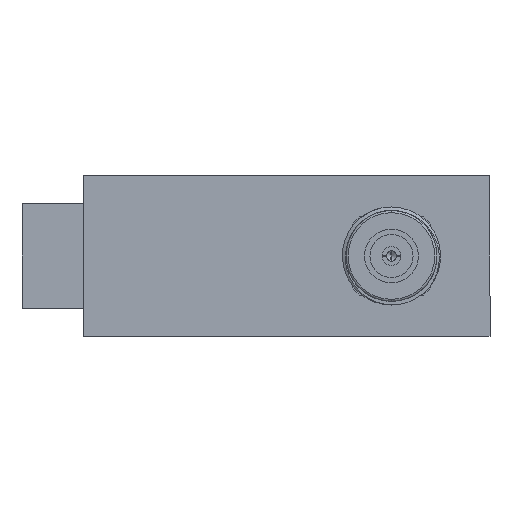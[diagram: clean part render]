
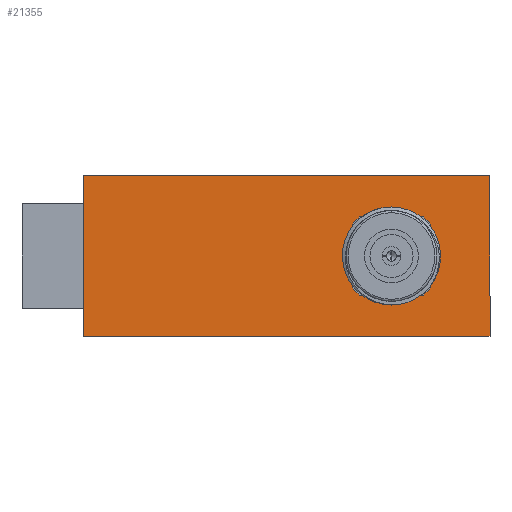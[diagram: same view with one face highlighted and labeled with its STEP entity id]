
A CAD part, left-side view. The second image highlights one B-rep face of the part: STEP entity #21355.
In plain terms, the highlighted planar face has unit normal (-1, 0, 0).
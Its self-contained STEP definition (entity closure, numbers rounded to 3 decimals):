
#255 = LINE ( 'NONE', #11648, #9557 ) ;
#445 = EDGE_LOOP ( 'NONE', ( #7325, #17301, #25706, #8642 ) ) ;
#663 = DIRECTION ( 'NONE',  ( 0., 0., -1. ) ) ;
#727 = ORIENTED_EDGE ( 'NONE', *, *, #35418, .T. ) ;
#1041 = DIRECTION ( 'NONE',  ( 1., 0., 0. ) ) ;
#1148 = FACE_OUTER_BOUND ( 'NONE', #445, .T. ) ;
#1239 = DIRECTION ( 'NONE',  ( 0., 0., -1. ) ) ;
#1289 = EDGE_CURVE ( 'NONE', #5961, #21248, #35249, .T. ) ;
#1386 = AXIS2_PLACEMENT_3D ( 'NONE', #18729, #16286, #35916 ) ;
#1691 = CIRCLE ( 'NONE', #35707, 1.092 ) ;
#1753 = AXIS2_PLACEMENT_3D ( 'NONE', #10432, #4477, #27279 ) ;
#1908 = CARTESIAN_POINT ( 'NONE',  ( 484.476, 10.374, -17.333 ) ) ;
#2191 = EDGE_CURVE ( 'NONE', #2622, #29880, #34608, .T. ) ;
#2378 = DIRECTION ( 'NONE',  ( 0., 0., -1. ) ) ;
#2475 = ORIENTED_EDGE ( 'NONE', *, *, #14005, .T. ) ;
#2622 = VERTEX_POINT ( 'NONE', #9791 ) ;
#2802 = AXIS2_PLACEMENT_3D ( 'NONE', #36561, #5356, #36208 ) ;
#2842 = LINE ( 'NONE', #31261, #4571 ) ;
#4051 = DIRECTION ( 'NONE',  ( -1., 0., 0. ) ) ;
#4153 = EDGE_LOOP ( 'NONE', ( #5478, #11919 ) ) ;
#4477 = DIRECTION ( 'NONE',  ( 1., 0., 0. ) ) ;
#4571 = VECTOR ( 'NONE', #8991, 1000. ) ;
#5356 = DIRECTION ( 'NONE',  ( 1., 0., 0. ) ) ;
#5478 = ORIENTED_EDGE ( 'NONE', *, *, #1289, .T. ) ;
#5540 = LINE ( 'NONE', #36933, #30192 ) ;
#5961 = VERTEX_POINT ( 'NONE', #22802 ) ;
#6068 = CIRCLE ( 'NONE', #7836, 1.092 ) ;
#6157 = DIRECTION ( 'NONE',  ( 0., 0., -1. ) ) ;
#6234 = DIRECTION ( 'NONE',  ( 0., 0., -1. ) ) ;
#6359 = CIRCLE ( 'NONE', #27261, 1.092 ) ;
#6509 = CIRCLE ( 'NONE', #1753, 1.092 ) ;
#6605 = DIRECTION ( 'NONE',  ( 0., 0., -1. ) ) ;
#6838 = CARTESIAN_POINT ( 'NONE',  ( 484.476, 9.282, -8.7 ) ) ;
#7107 = DIRECTION ( 'NONE',  ( 0., 0., -1. ) ) ;
#7325 = ORIENTED_EDGE ( 'NONE', *, *, #7852, .F. ) ;
#7836 = AXIS2_PLACEMENT_3D ( 'NONE', #31163, #19217, #2378 ) ;
#7852 = EDGE_CURVE ( 'NONE', #17182, #9299, #5540, .T. ) ;
#7888 = CARTESIAN_POINT ( 'NONE',  ( 484.476, 4.982, -10.1 ) ) ;
#8124 = AXIS2_PLACEMENT_3D ( 'NONE', #32191, #15352, #7107 ) ;
#8626 = CARTESIAN_POINT ( 'NONE',  ( 484.476, 1.774, -8.733 ) ) ;
#8642 = ORIENTED_EDGE ( 'NONE', *, *, #19070, .T. ) ;
#8915 = AXIS2_PLACEMENT_3D ( 'NONE', #34782, #11599, #14956 ) ;
#8991 = DIRECTION ( 'NONE',  ( 0., -1., 0. ) ) ;
#9034 = DIRECTION ( 'NONE',  ( 1., 0., 0. ) ) ;
#9174 = FACE_BOUND ( 'NONE', #33412, .T. ) ;
#9299 = VERTEX_POINT ( 'NONE', #16896 ) ;
#9361 = PLANE ( 'NONE',  #8124 ) ;
#9557 = VECTOR ( 'NONE', #6234, 1000. ) ;
#9791 = CARTESIAN_POINT ( 'NONE',  ( 484.476, -0.409, -17.267 ) ) ;
#10195 = CIRCLE ( 'NONE', #18560, 1.092 ) ;
#10432 = CARTESIAN_POINT ( 'NONE',  ( 484.476, 9.282, -17.3 ) ) ;
#10702 = EDGE_CURVE ( 'NONE', #33466, #15698, #1691, .T. ) ;
#11125 = CARTESIAN_POINT ( 'NONE',  ( 484.476, 10.374, -8.733 ) ) ;
#11174 = DIRECTION ( 'NONE',  ( 0., 0., -1. ) ) ;
#11599 = DIRECTION ( 'NONE',  ( 1., 0., 0. ) ) ;
#11646 = DIRECTION ( 'NONE',  ( 0., 0., -1. ) ) ;
#11648 = CARTESIAN_POINT ( 'NONE',  ( 484.476, -11.018, -13. ) ) ;
#11740 = ORIENTED_EDGE ( 'NONE', *, *, #24863, .T. ) ;
#11919 = ORIENTED_EDGE ( 'NONE', *, *, #24416, .T. ) ;
#12353 = EDGE_LOOP ( 'NONE', ( #19241, #11740 ) ) ;
#13135 = EDGE_CURVE ( 'NONE', #15698, #33466, #10195, .T. ) ;
#13471 = EDGE_LOOP ( 'NONE', ( #17788, #727 ) ) ;
#13869 = CARTESIAN_POINT ( 'NONE',  ( 484.476, 8.191, -17.267 ) ) ;
#14005 = EDGE_CURVE ( 'NONE', #35675, #26933, #6068, .T. ) ;
#14451 = CARTESIAN_POINT ( 'NONE',  ( 484.476, 54.982, -13. ) ) ;
#14862 = CARTESIAN_POINT ( 'NONE',  ( 484.476, 0.682, -8.7 ) ) ;
#14956 = DIRECTION ( 'NONE',  ( 0., 0., -1. ) ) ;
#15352 = DIRECTION ( 'NONE',  ( 1., 0., 0. ) ) ;
#15659 = ORIENTED_EDGE ( 'NONE', *, *, #10702, .F. ) ;
#15698 = VERTEX_POINT ( 'NONE', #11125 ) ;
#15702 = AXIS2_PLACEMENT_3D ( 'NONE', #26063, #9034, #6605 ) ;
#16286 = DIRECTION ( 'NONE',  ( 1., 0., 0. ) ) ;
#16428 = DIRECTION ( 'NONE',  ( 1., 0., 0. ) ) ;
#16512 = CARTESIAN_POINT ( 'NONE',  ( 484.476, 4.982, -15.9 ) ) ;
#16896 = CARTESIAN_POINT ( 'NONE',  ( 484.476, 54.982, -26. ) ) ;
#17182 = VERTEX_POINT ( 'NONE', #26696 ) ;
#17301 = ORIENTED_EDGE ( 'NONE', *, *, #26635, .F. ) ;
#17788 = ORIENTED_EDGE ( 'NONE', *, *, #2191, .T. ) ;
#18560 = AXIS2_PLACEMENT_3D ( 'NONE', #6838, #4051, #1239 ) ;
#18729 = CARTESIAN_POINT ( 'NONE',  ( 484.476, 4.982, -13. ) ) ;
#19070 = EDGE_CURVE ( 'NONE', #23105, #9299, #35016, .T. ) ;
#19217 = DIRECTION ( 'NONE',  ( 1., 0., 0. ) ) ;
#19241 = ORIENTED_EDGE ( 'NONE', *, *, #30791, .T. ) ;
#19840 = VERTEX_POINT ( 'NONE', #36315 ) ;
#20129 = ORIENTED_EDGE ( 'NONE', *, *, #23192, .T. ) ;
#20958 = FACE_BOUND ( 'NONE', #12353, .T. ) ;
#21044 = VERTEX_POINT ( 'NONE', #7888 ) ;
#21070 = CIRCLE ( 'NONE', #1386, 2.9 ) ;
#21248 = VERTEX_POINT ( 'NONE', #8626 ) ;
#21289 = EDGE_CURVE ( 'NONE', #23105, #19840, #2842, .T. ) ;
#21355 = ADVANCED_FACE ( 'NONE', ( #1148, #34803, #35357, #20958, #29566, #9174 ), #9361, .F. ) ;
#21499 = AXIS2_PLACEMENT_3D ( 'NONE', #14862, #1041, #663 ) ;
#22375 = VECTOR ( 'NONE', #11646, 1000. ) ;
#22802 = CARTESIAN_POINT ( 'NONE',  ( 484.476, -0.409, -8.667 ) ) ;
#22842 = CIRCLE ( 'NONE', #15702, 1.092 ) ;
#23105 = VERTEX_POINT ( 'NONE', #26346 ) ;
#23192 = EDGE_CURVE ( 'NONE', #26933, #35675, #6509, .T. ) ;
#23394 = EDGE_LOOP ( 'NONE', ( #2475, #20129 ) ) ;
#24374 = ORIENTED_EDGE ( 'NONE', *, *, #13135, .F. ) ;
#24416 = EDGE_CURVE ( 'NONE', #21248, #5961, #6359, .T. ) ;
#24863 = EDGE_CURVE ( 'NONE', #30330, #21044, #36853, .T. ) ;
#25706 = ORIENTED_EDGE ( 'NONE', *, *, #21289, .F. ) ;
#25910 = DIRECTION ( 'NONE',  ( 0., 1., 0. ) ) ;
#26063 = CARTESIAN_POINT ( 'NONE',  ( 484.476, 0.682, -17.3 ) ) ;
#26346 = CARTESIAN_POINT ( 'NONE',  ( 484.476, 54.982, 0. ) ) ;
#26635 = EDGE_CURVE ( 'NONE', #19840, #17182, #255, .T. ) ;
#26696 = CARTESIAN_POINT ( 'NONE',  ( 484.476, -11.018, -26. ) ) ;
#26933 = VERTEX_POINT ( 'NONE', #1908 ) ;
#27261 = AXIS2_PLACEMENT_3D ( 'NONE', #33621, #16428, #11174 ) ;
#27279 = DIRECTION ( 'NONE',  ( 0., 0., -1. ) ) ;
#28748 = CARTESIAN_POINT ( 'NONE',  ( 484.476, 8.191, -8.667 ) ) ;
#29145 = CARTESIAN_POINT ( 'NONE',  ( 484.476, 9.282, -8.7 ) ) ;
#29566 = FACE_BOUND ( 'NONE', #4153, .T. ) ;
#29880 = VERTEX_POINT ( 'NONE', #35825 ) ;
#30192 = VECTOR ( 'NONE', #25910, 1000. ) ;
#30330 = VERTEX_POINT ( 'NONE', #16512 ) ;
#30791 = EDGE_CURVE ( 'NONE', #21044, #30330, #21070, .T. ) ;
#31163 = CARTESIAN_POINT ( 'NONE',  ( 484.476, 9.282, -17.3 ) ) ;
#31261 = CARTESIAN_POINT ( 'NONE',  ( 484.476, 0., 0. ) ) ;
#31771 = DIRECTION ( 'NONE',  ( -1., 0., 0. ) ) ;
#32191 = CARTESIAN_POINT ( 'NONE',  ( 484.476, 54.982, -26. ) ) ;
#33412 = EDGE_LOOP ( 'NONE', ( #15659, #24374 ) ) ;
#33466 = VERTEX_POINT ( 'NONE', #28748 ) ;
#33621 = CARTESIAN_POINT ( 'NONE',  ( 484.476, 0.682, -8.7 ) ) ;
#34608 = CIRCLE ( 'NONE', #8915, 1.092 ) ;
#34782 = CARTESIAN_POINT ( 'NONE',  ( 484.476, 0.682, -17.3 ) ) ;
#34803 = FACE_BOUND ( 'NONE', #23394, .T. ) ;
#35016 = LINE ( 'NONE', #14451, #22375 ) ;
#35249 = CIRCLE ( 'NONE', #21499, 1.092 ) ;
#35357 = FACE_BOUND ( 'NONE', #13471, .T. ) ;
#35418 = EDGE_CURVE ( 'NONE', #29880, #2622, #22842, .T. ) ;
#35675 = VERTEX_POINT ( 'NONE', #13869 ) ;
#35707 = AXIS2_PLACEMENT_3D ( 'NONE', #29145, #31771, #6157 ) ;
#35825 = CARTESIAN_POINT ( 'NONE',  ( 484.476, 1.774, -17.333 ) ) ;
#35916 = DIRECTION ( 'NONE',  ( 0., 0., -1. ) ) ;
#36208 = DIRECTION ( 'NONE',  ( 0., 0., -1. ) ) ;
#36315 = CARTESIAN_POINT ( 'NONE',  ( 484.476, -11.018, 0. ) ) ;
#36561 = CARTESIAN_POINT ( 'NONE',  ( 484.476, 4.982, -13. ) ) ;
#36853 = CIRCLE ( 'NONE', #2802, 2.9 ) ;
#36933 = CARTESIAN_POINT ( 'NONE',  ( 484.476, 54.982, -26. ) ) ;
